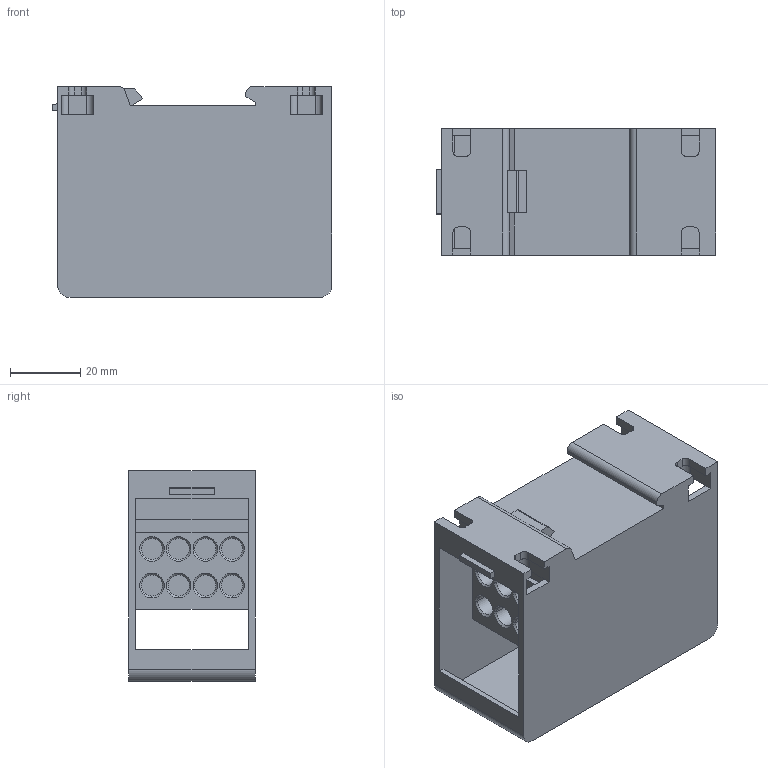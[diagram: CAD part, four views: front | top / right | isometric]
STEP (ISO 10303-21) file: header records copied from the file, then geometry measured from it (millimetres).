
FILE_DESCRIPTION((''),'2;1');
FILE_NAME('UJFX1-95_6_16','2023-06-27T',('ASUS'),(''),'PRO/ENGINEER BY PARAMETRIC TECHNOLOGY CORPORATION, 2013230','PRO/ENGINEER BY PARAMETRIC TECHNOLOGY CORPORATION, 2013230','');
FILE_SCHEMA(('CONFIG_CONTROL_DESIGN'));
Length unit declared in the file: millimetre
Products named in the file (1): UJFX1-95_6_16
Bounding box: 79.61 x 36 x 60 mm (x, y, z)
Volume: 71912.1 mm3; surface area: 33673.1 mm2
Topology: 1 solids, 1 shells, 141 faces, 399 edges, 258 vertices
Faces by surface type: plane 84, cylinder 41, cone 16
Entity records: 4631 total; most frequent: CARTESIAN_POINT 798, ORIENTED_EDGE 798, DIRECTION 781, EDGE_CURVE 399, VECTOR 299, LINE 299, VERTEX_POINT 258, AXIS2_PLACEMENT_3D 241
